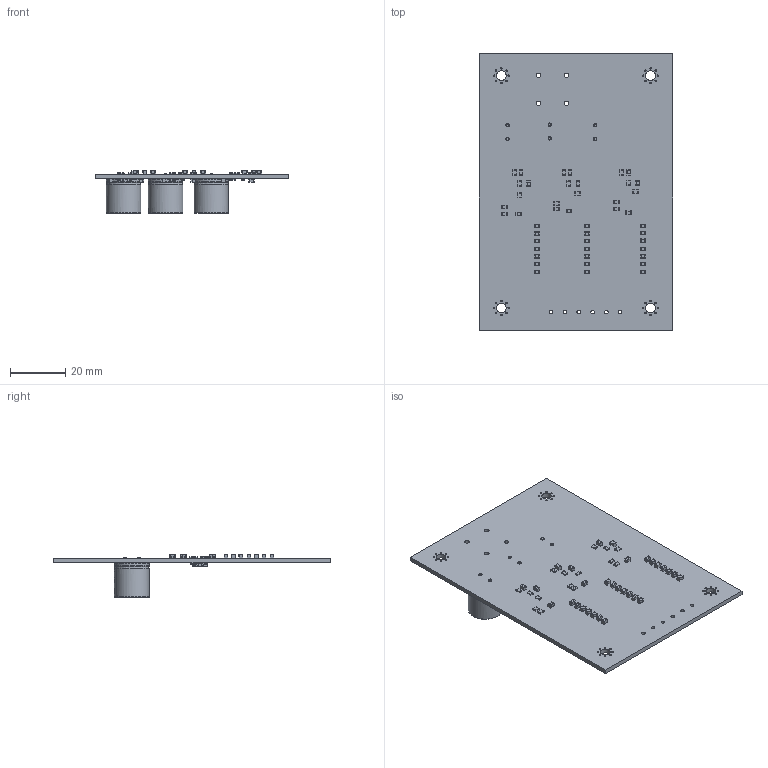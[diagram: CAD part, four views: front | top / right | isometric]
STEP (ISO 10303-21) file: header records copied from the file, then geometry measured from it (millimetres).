
FILE_DESCRIPTION(('KiCad electronic assembly'),'2;1');
FILE_NAME('Power Distribution Board Ver.2.step','2024-12-02T18:28:34',( 'Pcbnew'),('Kicad'),'Open CASCADE STEP processor 7.7', 'KiCad to STEP converter','Unknown');
FILE_SCHEMA(('AUTOMOTIVE_DESIGN { 1 0 10303 214 1 1 1 1 }'));
Length unit declared in the file: millimetre
Products named in the file (8): Power Distribution Board Ver.2 1; C_0805_2012Metric; R_0805_2012Metric; CP_Radial_D12.5mm_P5.00mm; CP_Radial_D125mm_P500mm; Power Distribution Board Ver.2_PCB
Assembly tree (67 placements, depth 3):
  Power Distribution Board Ver.2 1
    C_0805_2012Metric  x36
      C_0805_2012Metric
    R_0805_2012Metric  x24
      R_0805_2012Metric
    CP_Radial_D12.5mm_P5.00mm  x3
      CP_Radial_D125mm_P500mm
    Power Distribution Board Ver.2_PCB
Bounding box: 70 x 100 x 15.45 mm (x, y, z)
Volume: 15741.2 mm3; surface area: 17958.7 mm2
Topology: 64 solids, 67 shells, 1849 faces, 4812 edges, 3181 vertices
Faces by surface type: plane 1083, cylinder 721, bspline 21, revolution 18, torus 6
Full cylindrical faces by diameter (mm): 0.5 x32, 0.9 x6, 1.2 x6, 1.3 x6, 1.6 x4, 3.5 x4
Entity records: 7677 total; most frequent: CARTESIAN_POINT 1887, DIRECTION 1054, ORIENTED_EDGE 896, EDGE_CURVE 448, AXIS2_PLACEMENT_3D 416, VERTEX_POINT 299, FACE_BOUND 275, EDGE_LOOP 275
